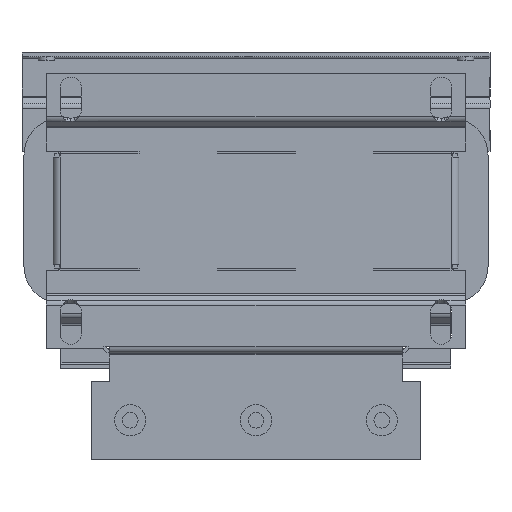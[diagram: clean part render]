
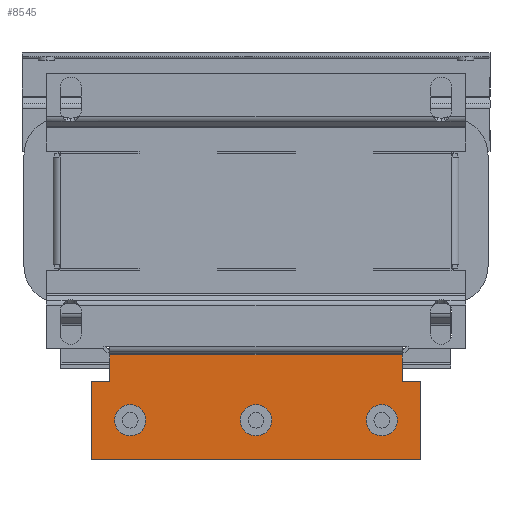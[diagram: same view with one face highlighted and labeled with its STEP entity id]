
A CAD part, front view. The second image highlights one B-rep face of the part: STEP entity #8545.
In plain terms, the highlighted planar face has unit normal (0, -1, 0).
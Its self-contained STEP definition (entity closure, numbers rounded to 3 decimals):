
#427 = CARTESIAN_POINT ( 'NONE',  ( -84.5, -89.5, -87.5 ) ) ;
#436 = LINE ( 'NONE', #17575, #7990 ) ;
#635 = EDGE_CURVE ( 'NONE', #24142, #5085, #4643, .T. ) ;
#667 = VECTOR ( 'NONE', #835, 1000. ) ;
#732 = CIRCLE ( 'NONE', #14192, 8. ) ;
#835 = DIRECTION ( 'NONE',  ( 1., 0., 0. ) ) ;
#1175 = DIRECTION ( 'NONE',  ( 1., 0., 0. ) ) ;
#1246 = VERTEX_POINT ( 'NONE', #20590 ) ;
#1662 = CARTESIAN_POINT ( 'NONE',  ( 64.5, -89.5, -107.5 ) ) ;
#1667 = CIRCLE ( 'NONE', #7472, 8. ) ;
#1933 = VERTEX_POINT ( 'NONE', #15884 ) ;
#1960 = DIRECTION ( 'NONE',  ( 0., 0., 1. ) ) ;
#2482 = DIRECTION ( 'NONE',  ( 0., 0., 1. ) ) ;
#2840 = VERTEX_POINT ( 'NONE', #13715 ) ;
#2905 = VERTEX_POINT ( 'NONE', #27719 ) ;
#3432 = ORIENTED_EDGE ( 'NONE', *, *, #26595, .F. ) ;
#3478 = CARTESIAN_POINT ( 'NONE',  ( -75., -89.5, -73. ) ) ;
#3514 = CARTESIAN_POINT ( 'NONE',  ( -8., -89.5, -107.5 ) ) ;
#4643 = CIRCLE ( 'NONE', #24880, 8. ) ;
#5085 = VERTEX_POINT ( 'NONE', #23348 ) ;
#5093 = EDGE_CURVE ( 'NONE', #6425, #5271, #8575, .T. ) ;
#5120 = CARTESIAN_POINT ( 'NONE',  ( 75., -89.5, -73. ) ) ;
#5216 = CARTESIAN_POINT ( 'NONE',  ( -75., -89.5, -74. ) ) ;
#5271 = VERTEX_POINT ( 'NONE', #427 ) ;
#5390 = ORIENTED_EDGE ( 'NONE', *, *, #23538, .F. ) ;
#5405 = ORIENTED_EDGE ( 'NONE', *, *, #22106, .F. ) ;
#5554 = DIRECTION ( 'NONE',  ( 0., 1., 0. ) ) ;
#5721 = CARTESIAN_POINT ( 'NONE',  ( -72.5, -89.5, -107.5 ) ) ;
#5805 = EDGE_CURVE ( 'NONE', #26810, #1933, #14165, .T. ) ;
#5945 = DIRECTION ( 'NONE',  ( 1., 0., 0. ) ) ;
#6078 = DIRECTION ( 'NONE',  ( 0., 0., 1. ) ) ;
#6425 = VERTEX_POINT ( 'NONE', #9182 ) ;
#7472 = AXIS2_PLACEMENT_3D ( 'NONE', #25697, #25567, #1960 ) ;
#7828 = VERTEX_POINT ( 'NONE', #10562 ) ;
#7844 = DIRECTION ( 'NONE',  ( 0., 0., -1. ) ) ;
#7861 = CIRCLE ( 'NONE', #12790, 8. ) ;
#7990 = VECTOR ( 'NONE', #27002, 1000. ) ;
#8100 = ORIENTED_EDGE ( 'NONE', *, *, #635, .T. ) ;
#8110 = DIRECTION ( 'NONE',  ( 0., 0., 1. ) ) ;
#8489 = VECTOR ( 'NONE', #1175, 1000. ) ;
#8545 = ADVANCED_FACE ( 'NONE', ( #24818, #18197, #25234, #14265 ), #12298, .F. ) ;
#8575 = LINE ( 'NONE', #17149, #25549 ) ;
#8608 = ORIENTED_EDGE ( 'NONE', *, *, #5805, .F. ) ;
#8844 = CARTESIAN_POINT ( 'NONE',  ( 75., -89.5, -87.5 ) ) ;
#9031 = ORIENTED_EDGE ( 'NONE', *, *, #14067, .F. ) ;
#9182 = CARTESIAN_POINT ( 'NONE',  ( -84.5, -89.5, -127.5 ) ) ;
#9514 = EDGE_LOOP ( 'NONE', ( #21111, #21129 ) ) ;
#9544 = CARTESIAN_POINT ( 'NONE',  ( -75., -89.5, -74. ) ) ;
#9616 = CIRCLE ( 'NONE', #19036, 8. ) ;
#10075 = DIRECTION ( 'NONE',  ( 0., 0., 1. ) ) ;
#10215 = DIRECTION ( 'NONE',  ( 0., 1., 0. ) ) ;
#10562 = CARTESIAN_POINT ( 'NONE',  ( 72.5, -89.5, -107.5 ) ) ;
#10565 = CARTESIAN_POINT ( 'NONE',  ( 75., -89.5, -74. ) ) ;
#10587 = VECTOR ( 'NONE', #10075, 1000. ) ;
#11039 = DIRECTION ( 'NONE',  ( 0., 1., 0. ) ) ;
#11657 = ORIENTED_EDGE ( 'NONE', *, *, #12529, .T. ) ;
#11836 = EDGE_CURVE ( 'NONE', #5085, #24142, #9616, .T. ) ;
#12137 = DIRECTION ( 'NONE',  ( 0., 0., 1. ) ) ;
#12298 = PLANE ( 'NONE',  #26981 ) ;
#12359 = EDGE_CURVE ( 'NONE', #15210, #26810, #25610, .T. ) ;
#12482 = AXIS2_PLACEMENT_3D ( 'NONE', #22010, #21444, #2482 ) ;
#12529 = EDGE_CURVE ( 'NONE', #1246, #15873, #7861, .T. ) ;
#12790 = AXIS2_PLACEMENT_3D ( 'NONE', #19546, #19685, #23768 ) ;
#13043 = CARTESIAN_POINT ( 'NONE',  ( 0., -89.5, -107.5 ) ) ;
#13289 = CARTESIAN_POINT ( 'NONE',  ( 0., -89.5, -107.5 ) ) ;
#13352 = ORIENTED_EDGE ( 'NONE', *, *, #11836, .T. ) ;
#13680 = VECTOR ( 'NONE', #5945, 1000. ) ;
#13693 = LINE ( 'NONE', #5120, #19986 ) ;
#13715 = CARTESIAN_POINT ( 'NONE',  ( -75., -89.5, -87.5 ) ) ;
#13816 = LINE ( 'NONE', #22386, #8489 ) ;
#14067 = EDGE_CURVE ( 'NONE', #23477, #16029, #20082, .T. ) ;
#14165 = LINE ( 'NONE', #16126, #16135 ) ;
#14192 = AXIS2_PLACEMENT_3D ( 'NONE', #1662, #10215, #8110 ) ;
#14265 = FACE_OUTER_BOUND ( 'NONE', #17448, .T. ) ;
#14654 = CARTESIAN_POINT ( 'NONE',  ( 75., -89.5, -87.5 ) ) ;
#14703 = LINE ( 'NONE', #3478, #10587 ) ;
#15210 = VERTEX_POINT ( 'NONE', #8844 ) ;
#15538 = ORIENTED_EDGE ( 'NONE', *, *, #27014, .F. ) ;
#15873 = VERTEX_POINT ( 'NONE', #5721 ) ;
#15884 = CARTESIAN_POINT ( 'NONE',  ( 84.5, -89.5, -127.5 ) ) ;
#16029 = VERTEX_POINT ( 'NONE', #10565 ) ;
#16126 = CARTESIAN_POINT ( 'NONE',  ( 84.5, -89.5, -87.5 ) ) ;
#16135 = VECTOR ( 'NONE', #7844, 1000. ) ;
#17149 = CARTESIAN_POINT ( 'NONE',  ( -84.5, -89.5, -127.5 ) ) ;
#17448 = EDGE_LOOP ( 'NONE', ( #9031, #5390, #3432, #25003, #15538, #8608, #21393, #5405 ) ) ;
#17557 = ORIENTED_EDGE ( 'NONE', *, *, #27276, .T. ) ;
#17575 = CARTESIAN_POINT ( 'NONE',  ( 84.5, -89.5, -127.5 ) ) ;
#18045 = DIRECTION ( 'NONE',  ( 0., 0., -1. ) ) ;
#18197 = FACE_BOUND ( 'NONE', #19135, .T. ) ;
#18864 = DIRECTION ( 'NONE',  ( 0., 1., 0. ) ) ;
#19036 = AXIS2_PLACEMENT_3D ( 'NONE', #13043, #18864, #12137 ) ;
#19135 = EDGE_LOOP ( 'NONE', ( #13352, #8100 ) ) ;
#19546 = CARTESIAN_POINT ( 'NONE',  ( -64.5, -89.5, -107.5 ) ) ;
#19685 = DIRECTION ( 'NONE',  ( 0., 1., 0. ) ) ;
#19986 = VECTOR ( 'NONE', #18045, 1000. ) ;
#20082 = LINE ( 'NONE', #9544, #667 ) ;
#20590 = CARTESIAN_POINT ( 'NONE',  ( -56.5, -89.5, -107.5 ) ) ;
#21111 = ORIENTED_EDGE ( 'NONE', *, *, #25457, .T. ) ;
#21129 = ORIENTED_EDGE ( 'NONE', *, *, #24666, .T. ) ;
#21254 = EDGE_LOOP ( 'NONE', ( #11657, #17557 ) ) ;
#21393 = ORIENTED_EDGE ( 'NONE', *, *, #12359, .F. ) ;
#21444 = DIRECTION ( 'NONE',  ( 0., 1., 0. ) ) ;
#22010 = CARTESIAN_POINT ( 'NONE',  ( -64.5, -89.5, -107.5 ) ) ;
#22106 = EDGE_CURVE ( 'NONE', #16029, #15210, #13693, .T. ) ;
#22386 = CARTESIAN_POINT ( 'NONE',  ( -75., -89.5, -87.5 ) ) ;
#22837 = DIRECTION ( 'NONE',  ( 0., 0., 1. ) ) ;
#23091 = CARTESIAN_POINT ( 'NONE',  ( 84.5, -89.5, -87.5 ) ) ;
#23348 = CARTESIAN_POINT ( 'NONE',  ( 8., -89.5, -107.5 ) ) ;
#23477 = VERTEX_POINT ( 'NONE', #5216 ) ;
#23538 = EDGE_CURVE ( 'NONE', #2840, #23477, #14703, .T. ) ;
#23768 = DIRECTION ( 'NONE',  ( 0., 0., 1. ) ) ;
#24142 = VERTEX_POINT ( 'NONE', #3514 ) ;
#24666 = EDGE_CURVE ( 'NONE', #2905, #7828, #732, .T. ) ;
#24818 = FACE_BOUND ( 'NONE', #9514, .T. ) ;
#24880 = AXIS2_PLACEMENT_3D ( 'NONE', #13289, #11039, #26503 ) ;
#24969 = CARTESIAN_POINT ( 'NONE',  ( 0., -89.5, 0. ) ) ;
#25003 = ORIENTED_EDGE ( 'NONE', *, *, #5093, .F. ) ;
#25058 = CIRCLE ( 'NONE', #12482, 8. ) ;
#25234 = FACE_BOUND ( 'NONE', #21254, .T. ) ;
#25457 = EDGE_CURVE ( 'NONE', #7828, #2905, #1667, .T. ) ;
#25549 = VECTOR ( 'NONE', #6078, 1000. ) ;
#25567 = DIRECTION ( 'NONE',  ( 0., 1., 0. ) ) ;
#25610 = LINE ( 'NONE', #14654, #13680 ) ;
#25697 = CARTESIAN_POINT ( 'NONE',  ( 64.5, -89.5, -107.5 ) ) ;
#26503 = DIRECTION ( 'NONE',  ( 0., 0., 1. ) ) ;
#26595 = EDGE_CURVE ( 'NONE', #5271, #2840, #13816, .T. ) ;
#26810 = VERTEX_POINT ( 'NONE', #23091 ) ;
#26981 = AXIS2_PLACEMENT_3D ( 'NONE', #24969, #5554, #22837 ) ;
#27002 = DIRECTION ( 'NONE',  ( -1., 0., 0. ) ) ;
#27014 = EDGE_CURVE ( 'NONE', #1933, #6425, #436, .T. ) ;
#27276 = EDGE_CURVE ( 'NONE', #15873, #1246, #25058, .T. ) ;
#27719 = CARTESIAN_POINT ( 'NONE',  ( 56.5, -89.5, -107.5 ) ) ;
